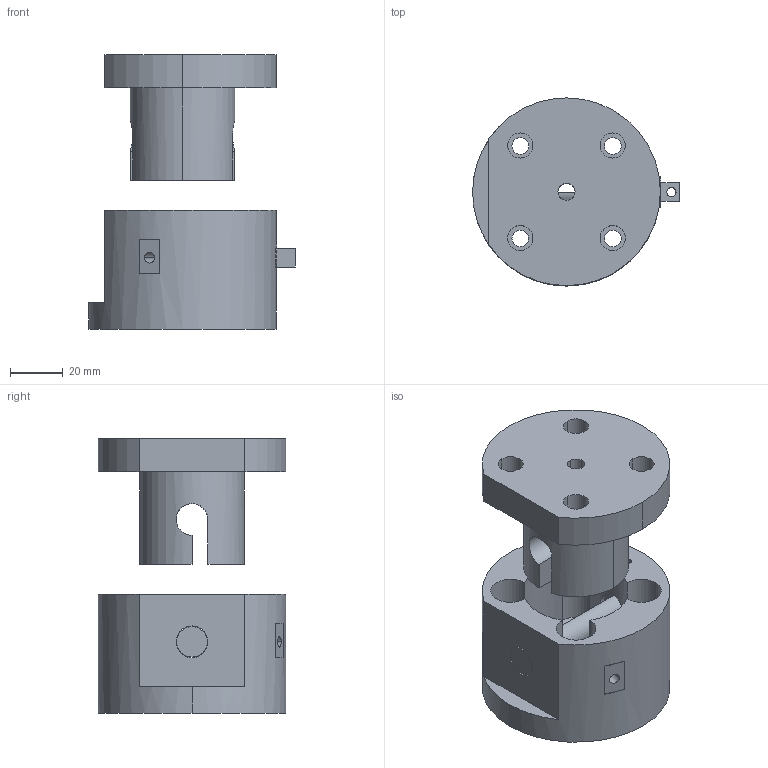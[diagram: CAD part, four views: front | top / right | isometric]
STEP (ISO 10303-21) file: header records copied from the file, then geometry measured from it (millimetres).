
FILE_DESCRIPTION (( 'STEP AP203' ), '1' );
FILE_NAME ('Ensamblaje - base kuka.STEP', '2025-02-05T20:39:33', ( '' ), ( '' ), 'SwSTEP 2.0', 'SolidWorks 2022', '' );
FILE_SCHEMA (( 'CONFIG_CONTROL_DESIGN' ));
Length unit declared in the file: millimetre
Products named in the file (4): Ensamblaje - base kuka; Pestillo - Kuka; Base - Kuka; Cople - kuka
Assembly tree (3 placements, depth 2):
  Ensamblaje - base kuka
    Base - Kuka
    Cople - kuka
    Pestillo - Kuka
Bounding box: 78.17 x 71 x 103.73 mm (x, y, z)
Volume: 183813.3 mm3; surface area: 47912.3 mm2
Topology: 3 solids, 3 shells, 108 faces, 275 edges, 180 vertices
Faces by surface type: cylinder 72, plane 36
Entity records: 4281 total; most frequent: CARTESIAN_POINT 1082, DIRECTION 631, ORIENTED_EDGE 550, EDGE_CURVE 275, AXIS2_PLACEMENT_3D 255, VERTEX_POINT 180, EDGE_LOOP 145, CIRCLE 141
